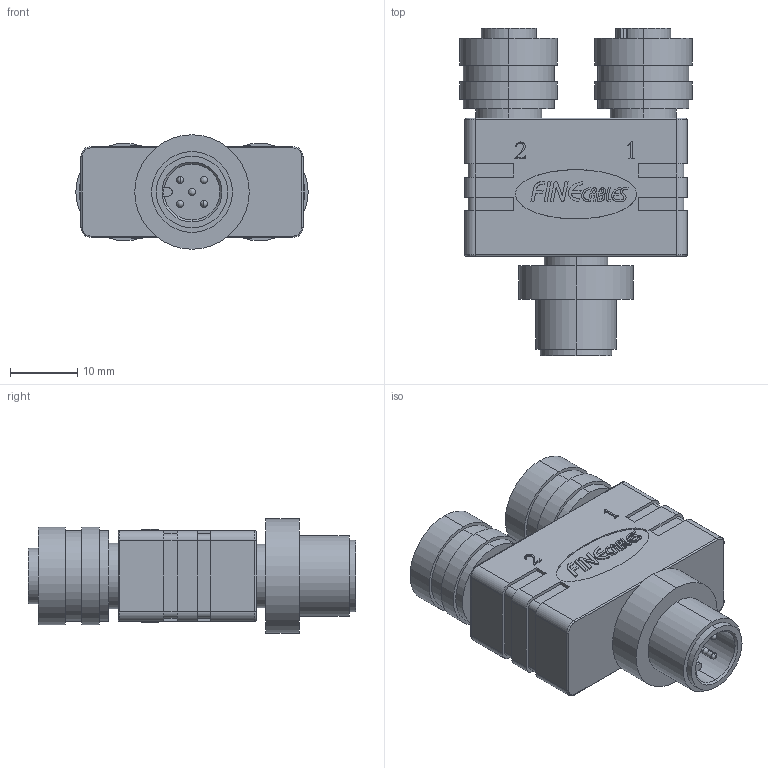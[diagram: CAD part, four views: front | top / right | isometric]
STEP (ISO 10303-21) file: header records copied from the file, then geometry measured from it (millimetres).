
FILE_DESCRIPTION (( 'STEP AP203' ), '1' );
FILE_NAME ('P260.STEP', '2020-03-31T06:49:24', ( 'edpusr' ), ( 'Microsoft' ), 'SwSTEP 2.0', 'SolidWorks 2015', '' );
FILE_SCHEMA (( 'CONFIG_CONTROL_DESIGN' ));
Length unit declared in the file: millimetre
Products named in the file (1): P260
Bounding box: 34.5 x 48.7 x 17 mm (x, y, z)
Volume: 13256.6 mm3; surface area: 7080.7 mm2
Topology: 1 solids, 1 shells, 699 faces, 1885 edges, 1240 vertices
Faces by surface type: plane 356, cylinder 290, bspline 51, cone 2
Entity records: 23619 total; most frequent: CARTESIAN_POINT 5808, ORIENTED_EDGE 3742, DIRECTION 3672, EDGE_CURVE 1871, VERTEX_POINT 1240, AXIS2_PLACEMENT_3D 1234, LINE 1204, VECTOR 1204
